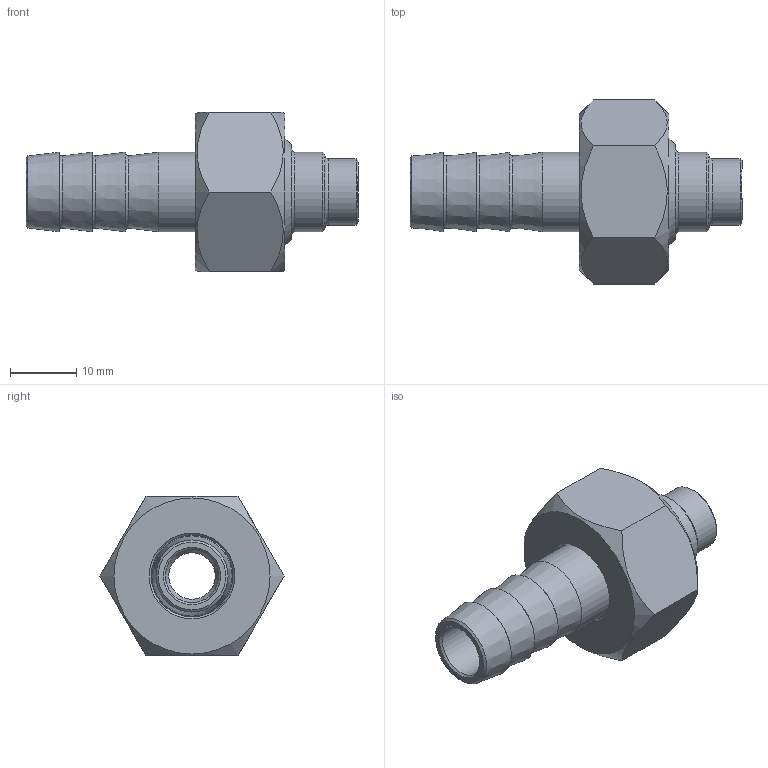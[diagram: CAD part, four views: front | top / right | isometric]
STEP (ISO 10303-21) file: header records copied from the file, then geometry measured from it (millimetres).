
FILE_DESCRIPTION(/* description */ (''),/* implementation_level */ '2;1');
FILE_NAME(/* name */ '3D_R666-SLE-SG-12-DN10-10_171130802.stp',/* time_stamp */ '2021-07-15T07:39:59+02:00',/* author */ ('cad'),/* organization */ (''),/* preprocessor_version */ 'ST-DEVELOPER v18.1',/* originating_system */ 'Autodesk Inventor 2022',/* authorisation */ '');
FILE_SCHEMA (('AUTOMOTIVE_DESIGN { 1 0 10303 214 3 1 1 }'));
Length unit declared in the file: millimetre
Products named in the file (4): 3D_R666-SLE-SG-12-DN10-10_171130802; 3D_R666-M-DN10_17113900; 3D_R666-SG-10-DN10_17113703; 3D_R666-SLE-12-DN10_17113400
Assembly tree (3 placements, depth 2):
  3D_R666-SLE-SG-12-DN10-10_171130802
    3D_R666-M-DN10_17113900
    3D_R666-SG-10-DN10_17113703
    3D_R666-SLE-12-DN10_17113400
Bounding box: 50 x 27.71 x 24 mm (x, y, z)
Volume: 8177.5 mm3; surface area: 5885.8 mm2
Topology: 3 solids, 3 shells, 55 faces, 119 edges, 77 vertices
Faces by surface type: cone 20, plane 19, cylinder 9, torus 7
Full cylindrical faces by diameter (mm): 7 x1, 8 x1, 10 x1, 12 x2, 12.3 x1, 14.5 x1, 14.95 x1, 16.6 x1
Entity records: 1672 total; most frequent: DIRECTION 303, CARTESIAN_POINT 282, ORIENTED_EDGE 238, AXIS2_PLACEMENT_3D 134, EDGE_CURVE 119, VERTEX_POINT 77, CIRCLE 72, EDGE_LOOP 68
